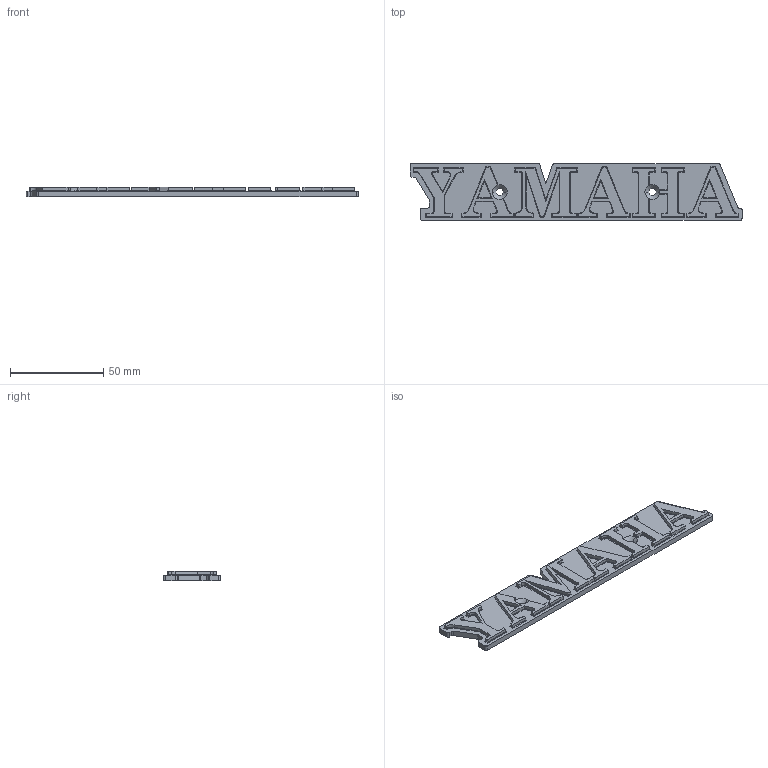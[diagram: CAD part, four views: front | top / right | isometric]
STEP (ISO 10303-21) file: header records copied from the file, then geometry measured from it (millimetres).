
FILE_DESCRIPTION (( 'STEP AP203' ), '1' );
FILE_NAME ('Emblème yamaha.STEP', '2019-10-27T19:02:09', ( '' ), ( '' ), 'SwSTEP 2.0', 'SolidWorks 2016', '' );
FILE_SCHEMA (( 'CONFIG_CONTROL_DESIGN' ));
Length unit declared in the file: millimetre
Products named in the file (1): Emblème yamaha
Bounding box: 178.33 x 30.56 x 5 mm (x, y, z)
Volume: 18263.6 mm3; surface area: 13352.8 mm2
Topology: 1 solids, 1 shells, 401 faces, 997 edges, 603 vertices
Faces by surface type: plane 155, cylinder 152, bspline 88, cone 4, sphere 2
Entity records: 15712 total; most frequent: CARTESIAN_POINT 7192, ORIENTED_EDGE 1990, DIRECTION 1369, EDGE_CURVE 995, VECTOR 629, LINE 629, VERTEX_POINT 603, EDGE_LOOP 412
